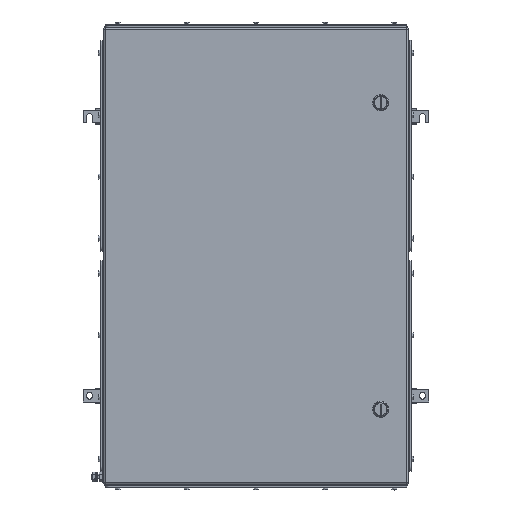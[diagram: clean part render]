
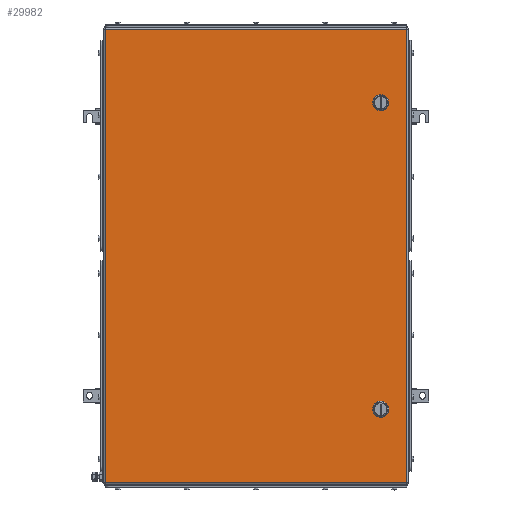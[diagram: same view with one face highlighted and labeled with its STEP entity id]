
A CAD part, top view. The second image highlights one B-rep face of the part: STEP entity #29982.
In plain terms, the highlighted planar face has unit normal (0, 0, 1).
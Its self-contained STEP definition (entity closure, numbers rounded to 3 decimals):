
#29796=AXIS2_PLACEMENT_3D('Circle Axis2P3D',#29794,#29795,$) ;
#29823=AXIS2_PLACEMENT_3D('Plane Axis2P3D',#29820,#29821,#29822) ;
#29868=AXIS2_PLACEMENT_3D('Circle Axis2P3D',#29866,#29867,$) ;
#29882=AXIS2_PLACEMENT_3D('Circle Axis2P3D',#29880,#29881,$) ;
#29896=AXIS2_PLACEMENT_3D('Circle Axis2P3D',#29894,#29895,$) ;
#29918=AXIS2_PLACEMENT_3D('Circle Axis2P3D',#29916,#29917,$) ;
#29934=AXIS2_PLACEMENT_3D('Circle Axis2P3D',#29932,#29933,$) ;
#29948=AXIS2_PLACEMENT_3D('Circle Axis2P3D',#29946,#29947,$) ;
#29962=AXIS2_PLACEMENT_3D('Circle Axis2P3D',#29960,#29961,$) ;
#29791=CARTESIAN_POINT('Vertex',(600.056,764.45,153.5)) ;
#29794=CARTESIAN_POINT('Axis2P3D Location',(595.,774.5,153.5)) ;
#29798=CARTESIAN_POINT('Vertex',(605.05,769.444,153.5)) ;
#29820=CARTESIAN_POINT('Axis2P3D Location',(345.5,468.,153.5)) ;
#29825=CARTESIAN_POINT('Line Origine',(345.5,921.5,153.5)) ;
#29829=CARTESIAN_POINT('Vertex',(647.,921.5,153.5)) ;
#29831=CARTESIAN_POINT('Vertex',(44.,921.5,153.5)) ;
#29834=CARTESIAN_POINT('Line Origine',(44.,468.,153.5)) ;
#29838=CARTESIAN_POINT('Vertex',(44.,14.5,153.5)) ;
#29841=CARTESIAN_POINT('Line Origine',(345.5,14.5,153.5)) ;
#29845=CARTESIAN_POINT('Vertex',(647.,14.5,153.5)) ;
#29848=CARTESIAN_POINT('Line Origine',(647.,468.,153.5)) ;
#29859=CARTESIAN_POINT('Line Origine',(595.,764.45,153.5)) ;
#29863=CARTESIAN_POINT('Vertex',(589.944,764.45,153.5)) ;
#29866=CARTESIAN_POINT('Axis2P3D Location',(595.,774.5,153.5)) ;
#29870=CARTESIAN_POINT('Vertex',(584.95,769.444,153.5)) ;
#29873=CARTESIAN_POINT('Line Origine',(584.95,774.5,153.5)) ;
#29877=CARTESIAN_POINT('Vertex',(584.95,779.556,153.5)) ;
#29880=CARTESIAN_POINT('Axis2P3D Location',(595.,774.5,153.5)) ;
#29884=CARTESIAN_POINT('Vertex',(589.944,784.55,153.5)) ;
#29887=CARTESIAN_POINT('Line Origine',(595.,784.55,153.5)) ;
#29891=CARTESIAN_POINT('Vertex',(600.056,784.55,153.5)) ;
#29894=CARTESIAN_POINT('Axis2P3D Location',(595.,774.5,153.5)) ;
#29898=CARTESIAN_POINT('Vertex',(605.05,779.556,153.5)) ;
#29901=CARTESIAN_POINT('Line Origine',(605.05,774.5,153.5)) ;
#29916=CARTESIAN_POINT('Axis2P3D Location',(595.,161.5,153.5)) ;
#29920=CARTESIAN_POINT('Vertex',(600.056,151.45,153.5)) ;
#29922=CARTESIAN_POINT('Vertex',(605.05,156.444,153.5)) ;
#29925=CARTESIAN_POINT('Line Origine',(595.,151.45,153.5)) ;
#29929=CARTESIAN_POINT('Vertex',(589.944,151.45,153.5)) ;
#29932=CARTESIAN_POINT('Axis2P3D Location',(595.,161.5,153.5)) ;
#29936=CARTESIAN_POINT('Vertex',(584.95,156.444,153.5)) ;
#29939=CARTESIAN_POINT('Line Origine',(584.95,161.5,153.5)) ;
#29943=CARTESIAN_POINT('Vertex',(584.95,166.556,153.5)) ;
#29946=CARTESIAN_POINT('Axis2P3D Location',(595.,161.5,153.5)) ;
#29950=CARTESIAN_POINT('Vertex',(589.944,171.55,153.5)) ;
#29953=CARTESIAN_POINT('Line Origine',(595.,171.55,153.5)) ;
#29957=CARTESIAN_POINT('Vertex',(600.056,171.55,153.5)) ;
#29960=CARTESIAN_POINT('Axis2P3D Location',(595.,161.5,153.5)) ;
#29964=CARTESIAN_POINT('Vertex',(605.05,166.556,153.5)) ;
#29967=CARTESIAN_POINT('Line Origine',(605.05,161.5,153.5)) ;
#29795=DIRECTION('Axis2P3D Direction',(0.,0.,1.)) ;
#29821=DIRECTION('Axis2P3D Direction',(0.,0.,1.)) ;
#29822=DIRECTION('Axis2P3D XDirection',(1.,0.,0.)) ;
#29826=DIRECTION('Vector Direction',(1.,0.,0.)) ;
#29835=DIRECTION('Vector Direction',(0.,-1.,0.)) ;
#29842=DIRECTION('Vector Direction',(1.,0.,0.)) ;
#29849=DIRECTION('Vector Direction',(0.,1.,0.)) ;
#29860=DIRECTION('Vector Direction',(1.,0.,0.)) ;
#29867=DIRECTION('Axis2P3D Direction',(0.,0.,1.)) ;
#29874=DIRECTION('Vector Direction',(0.,1.,0.)) ;
#29881=DIRECTION('Axis2P3D Direction',(0.,0.,1.)) ;
#29888=DIRECTION('Vector Direction',(1.,0.,0.)) ;
#29895=DIRECTION('Axis2P3D Direction',(0.,0.,1.)) ;
#29902=DIRECTION('Vector Direction',(0.,-1.,0.)) ;
#29917=DIRECTION('Axis2P3D Direction',(0.,0.,1.)) ;
#29926=DIRECTION('Vector Direction',(1.,0.,0.)) ;
#29933=DIRECTION('Axis2P3D Direction',(0.,0.,1.)) ;
#29940=DIRECTION('Vector Direction',(0.,1.,0.)) ;
#29947=DIRECTION('Axis2P3D Direction',(0.,0.,1.)) ;
#29954=DIRECTION('Vector Direction',(1.,0.,0.)) ;
#29961=DIRECTION('Axis2P3D Direction',(0.,0.,1.)) ;
#29968=DIRECTION('Vector Direction',(0.,-1.,0.)) ;
#29827=VECTOR('Line Direction',#29826,1.) ;
#29836=VECTOR('Line Direction',#29835,1.) ;
#29843=VECTOR('Line Direction',#29842,1.) ;
#29850=VECTOR('Line Direction',#29849,1.) ;
#29861=VECTOR('Line Direction',#29860,1.) ;
#29875=VECTOR('Line Direction',#29874,1.) ;
#29889=VECTOR('Line Direction',#29888,1.) ;
#29903=VECTOR('Line Direction',#29902,1.) ;
#29927=VECTOR('Line Direction',#29926,1.) ;
#29941=VECTOR('Line Direction',#29940,1.) ;
#29955=VECTOR('Line Direction',#29954,1.) ;
#29969=VECTOR('Line Direction',#29968,1.) ;
#29854=ORIENTED_EDGE('',*,*,#29833,.T.) ;
#29855=ORIENTED_EDGE('',*,*,#29840,.T.) ;
#29856=ORIENTED_EDGE('',*,*,#29847,.T.) ;
#29857=ORIENTED_EDGE('',*,*,#29852,.T.) ;
#29907=ORIENTED_EDGE('',*,*,#29865,.F.) ;
#29908=ORIENTED_EDGE('',*,*,#29872,.F.) ;
#29909=ORIENTED_EDGE('',*,*,#29879,.T.) ;
#29910=ORIENTED_EDGE('',*,*,#29886,.F.) ;
#29911=ORIENTED_EDGE('',*,*,#29893,.T.) ;
#29912=ORIENTED_EDGE('',*,*,#29900,.F.) ;
#29913=ORIENTED_EDGE('',*,*,#29905,.T.) ;
#29914=ORIENTED_EDGE('',*,*,#29800,.F.) ;
#29973=ORIENTED_EDGE('',*,*,#29924,.F.) ;
#29974=ORIENTED_EDGE('',*,*,#29931,.F.) ;
#29975=ORIENTED_EDGE('',*,*,#29938,.F.) ;
#29976=ORIENTED_EDGE('',*,*,#29945,.T.) ;
#29977=ORIENTED_EDGE('',*,*,#29952,.F.) ;
#29978=ORIENTED_EDGE('',*,*,#29959,.T.) ;
#29979=ORIENTED_EDGE('',*,*,#29966,.F.) ;
#29980=ORIENTED_EDGE('',*,*,#29971,.T.) ;
#29915=FACE_BOUND('',#29906,.T.) ;
#29981=FACE_BOUND('',#29972,.T.) ;
#29982=ADVANCED_FACE('ZUB_KTB_QL_916115_4GP_AllCATPart_AllCATPart.2\\ZUB_KTB_QL_916115_4GP_AllCATPart.2\\ZUB_DE_KTB_QL.1\\DE_KTB_MH_PART_MASTER.1\\Koerper.2',(#29858,#29915,#29981),#29824,.T.) ;
#29797=CIRCLE('generated circle',#29796,11.25) ;
#29869=CIRCLE('generated circle',#29868,11.25) ;
#29883=CIRCLE('generated circle',#29882,11.25) ;
#29897=CIRCLE('generated circle',#29896,11.25) ;
#29919=CIRCLE('generated circle',#29918,11.25) ;
#29935=CIRCLE('generated circle',#29934,11.25) ;
#29949=CIRCLE('generated circle',#29948,11.25) ;
#29963=CIRCLE('generated circle',#29962,11.25) ;
#29800=EDGE_CURVE('',#29792,#29799,#29797,.T.) ;
#29833=EDGE_CURVE('',#29830,#29832,#29828,.F.) ;
#29840=EDGE_CURVE('',#29832,#29839,#29837,.T.) ;
#29847=EDGE_CURVE('',#29839,#29846,#29844,.T.) ;
#29852=EDGE_CURVE('',#29846,#29830,#29851,.T.) ;
#29865=EDGE_CURVE('',#29864,#29792,#29862,.T.) ;
#29872=EDGE_CURVE('',#29871,#29864,#29869,.T.) ;
#29879=EDGE_CURVE('',#29871,#29878,#29876,.T.) ;
#29886=EDGE_CURVE('',#29885,#29878,#29883,.T.) ;
#29893=EDGE_CURVE('',#29885,#29892,#29890,.T.) ;
#29900=EDGE_CURVE('',#29899,#29892,#29897,.T.) ;
#29905=EDGE_CURVE('',#29899,#29799,#29904,.T.) ;
#29924=EDGE_CURVE('',#29921,#29923,#29919,.T.) ;
#29931=EDGE_CURVE('',#29930,#29921,#29928,.T.) ;
#29938=EDGE_CURVE('',#29937,#29930,#29935,.T.) ;
#29945=EDGE_CURVE('',#29937,#29944,#29942,.T.) ;
#29952=EDGE_CURVE('',#29951,#29944,#29949,.T.) ;
#29959=EDGE_CURVE('',#29951,#29958,#29956,.T.) ;
#29966=EDGE_CURVE('',#29965,#29958,#29963,.T.) ;
#29971=EDGE_CURVE('',#29965,#29923,#29970,.T.) ;
#29853=EDGE_LOOP('',(#29854,#29855,#29856,#29857)) ;
#29906=EDGE_LOOP('',(#29907,#29908,#29909,#29910,#29911,#29912,#29913,#29914)) ;
#29972=EDGE_LOOP('',(#29973,#29974,#29975,#29976,#29977,#29978,#29979,#29980)) ;
#29858=FACE_OUTER_BOUND('',#29853,.T.) ;
#29828=LINE('Line',#29825,#29827) ;
#29837=LINE('Line',#29834,#29836) ;
#29844=LINE('Line',#29841,#29843) ;
#29851=LINE('Line',#29848,#29850) ;
#29862=LINE('Line',#29859,#29861) ;
#29876=LINE('Line',#29873,#29875) ;
#29890=LINE('Line',#29887,#29889) ;
#29904=LINE('Line',#29901,#29903) ;
#29928=LINE('Line',#29925,#29927) ;
#29942=LINE('Line',#29939,#29941) ;
#29956=LINE('Line',#29953,#29955) ;
#29970=LINE('Line',#29967,#29969) ;
#29824=PLANE('',#29823) ;
#29792=VERTEX_POINT('',#29791) ;
#29799=VERTEX_POINT('',#29798) ;
#29830=VERTEX_POINT('',#29829) ;
#29832=VERTEX_POINT('',#29831) ;
#29839=VERTEX_POINT('',#29838) ;
#29846=VERTEX_POINT('',#29845) ;
#29864=VERTEX_POINT('',#29863) ;
#29871=VERTEX_POINT('',#29870) ;
#29878=VERTEX_POINT('',#29877) ;
#29885=VERTEX_POINT('',#29884) ;
#29892=VERTEX_POINT('',#29891) ;
#29899=VERTEX_POINT('',#29898) ;
#29921=VERTEX_POINT('',#29920) ;
#29923=VERTEX_POINT('',#29922) ;
#29930=VERTEX_POINT('',#29929) ;
#29937=VERTEX_POINT('',#29936) ;
#29944=VERTEX_POINT('',#29943) ;
#29951=VERTEX_POINT('',#29950) ;
#29958=VERTEX_POINT('',#29957) ;
#29965=VERTEX_POINT('',#29964) ;
